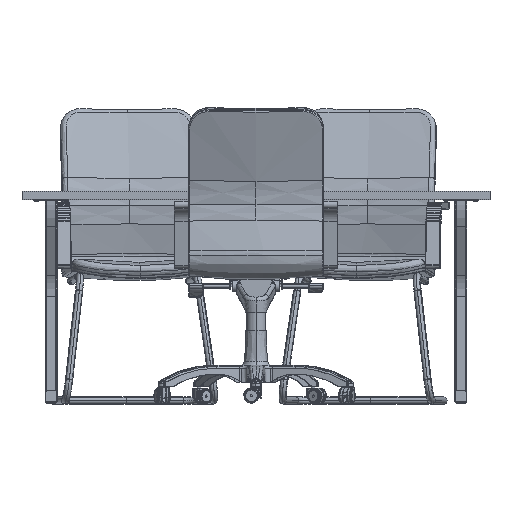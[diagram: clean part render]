
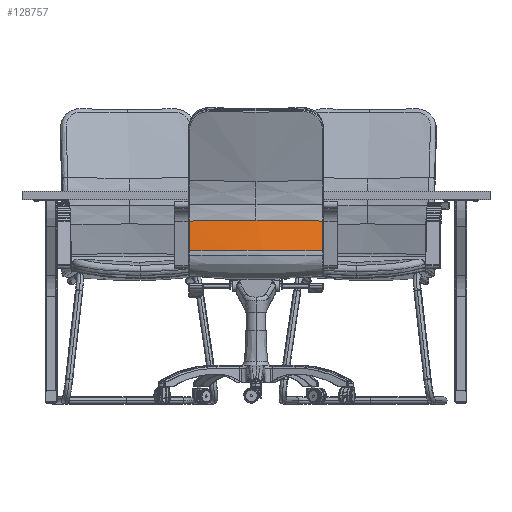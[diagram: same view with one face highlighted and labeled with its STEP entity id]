
A CAD part, top view. The second image highlights one B-rep face of the part: STEP entity #128757.
In plain terms, the highlighted free-form (B-spline) face has degree [2, 1] with [3, 2] control points.
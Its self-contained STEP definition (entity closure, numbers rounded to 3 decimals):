
#128192 = EDGE_CURVE('',#128193,#128195,#128197,.T.);
#128193 = VERTEX_POINT('',#128194);
#128194 = CARTESIAN_POINT('',(0.,-87.223,
    1094.485));
#128195 = VERTEX_POINT('',#128196);
#128196 = CARTESIAN_POINT('',(-272.483,-90.44,
    1079.347));
#128197 = ( BOUNDED_CURVE() B_SPLINE_CURVE(2,(#128198,#128199,#128200),
.UNSPECIFIED.,.F.,.F.) B_SPLINE_CURVE_WITH_KNOTS((3,3),(3.142,
3.255),.PIECEWISE_BEZIER_KNOTS.) CURVE() 
GEOMETRIC_REPRESENTATION_ITEM() RATIONAL_B_SPLINE_CURVE((1.,
0.998,1.)) REPRESENTATION_ITEM('') );
#128198 = CARTESIAN_POINT('',(0.,-87.223,
    1094.485));
#128199 = CARTESIAN_POINT('',(-136.681,-87.223,
    1094.485));
#128200 = CARTESIAN_POINT('',(-272.483,-90.44,
    1079.347));
#128229 = EDGE_CURVE('',#128230,#128193,#128232,.T.);
#128230 = VERTEX_POINT('',#128231);
#128231 = CARTESIAN_POINT('',(272.483,-90.44,
    1079.347));
#128232 = ( BOUNDED_CURVE() B_SPLINE_CURVE(2,(#128233,#128234,#128235),
.UNSPECIFIED.,.F.,.F.) B_SPLINE_CURVE_WITH_KNOTS((3,3),(3.028,
3.142),.PIECEWISE_BEZIER_KNOTS.) CURVE() 
GEOMETRIC_REPRESENTATION_ITEM() RATIONAL_B_SPLINE_CURVE((1.,
0.998,1.)) REPRESENTATION_ITEM('') );
#128233 = CARTESIAN_POINT('',(272.483,-90.44,
    1079.347));
#128234 = CARTESIAN_POINT('',(136.681,-87.223,
    1094.485));
#128235 = CARTESIAN_POINT('',(0.,-87.223,
    1094.485));
#128757 = ADVANCED_FACE('',(#128758),#128782,.T.);
#128758 = FACE_BOUND('',#128759,.T.);
#128759 = EDGE_LOOP('',(#128760,#128770,#128775,#128776,#128777));
#128760 = ORIENTED_EDGE('',*,*,#128761,.F.);
#128761 = EDGE_CURVE('',#128762,#128764,#128766,.T.);
#128762 = VERTEX_POINT('',#128763);
#128763 = CARTESIAN_POINT('',(272.483,-212.902,
    1105.377));
#128764 = VERTEX_POINT('',#128765);
#128765 = CARTESIAN_POINT('',(-272.483,-212.902,
    1105.377));
#128766 = ( BOUNDED_CURVE() B_SPLINE_CURVE(2,(#128767,#128768,#128769),
.UNSPECIFIED.,.F.,.F.) B_SPLINE_CURVE_WITH_KNOTS((3,3),(3.028,
3.255),.PIECEWISE_BEZIER_KNOTS.) CURVE() 
GEOMETRIC_REPRESENTATION_ITEM() RATIONAL_B_SPLINE_CURVE((1.,
0.994,1.)) REPRESENTATION_ITEM('') );
#128767 = CARTESIAN_POINT('',(272.483,-212.902,
    1105.377));
#128768 = CARTESIAN_POINT('',(0.,-206.446,
    1135.751));
#128769 = CARTESIAN_POINT('',(-272.483,-212.902,
    1105.377));
#128770 = ORIENTED_EDGE('',*,*,#128771,.T.);
#128771 = EDGE_CURVE('',#128762,#128230,#128772,.T.);
#128772 = B_SPLINE_CURVE_WITH_KNOTS('',1,(#128773,#128774),
  .UNSPECIFIED.,.F.,.F.,(2,2),(0.,104.048),
  .PIECEWISE_BEZIER_KNOTS.);
#128773 = CARTESIAN_POINT('',(272.483,-212.902,
    1105.377));
#128774 = CARTESIAN_POINT('',(272.483,-90.44,
    1079.347));
#128775 = ORIENTED_EDGE('',*,*,#128229,.T.);
#128776 = ORIENTED_EDGE('',*,*,#128192,.T.);
#128777 = ORIENTED_EDGE('',*,*,#128778,.T.);
#128778 = EDGE_CURVE('',#128195,#128764,#128779,.T.);
#128779 = B_SPLINE_CURVE_WITH_KNOTS('',1,(#128780,#128781),
  .UNSPECIFIED.,.F.,.F.,(2,2),(-104.048,0.),
  .PIECEWISE_BEZIER_KNOTS.);
#128780 = CARTESIAN_POINT('',(-272.483,-90.44,
    1079.347));
#128781 = CARTESIAN_POINT('',(-272.483,-212.902,
    1105.377));
#128782 = ( BOUNDED_SURFACE() B_SPLINE_SURFACE(2,1,(
    (#128783,#128784)
    ,(#128785,#128786)
    ,(#128787,#128788
)),.UNSPECIFIED.,.F.,.F.,.F.) B_SPLINE_SURFACE_WITH_KNOTS((3,3),(2,2),(
    3.028,3.255),(0.,104.048),
.PIECEWISE_BEZIER_KNOTS.) GEOMETRIC_REPRESENTATION_ITEM() 
RATIONAL_B_SPLINE_SURFACE((
    (1.,1.)
    ,(0.994,0.994)
,(1.,1.))) REPRESENTATION_ITEM('') SURFACE() );
#128783 = CARTESIAN_POINT('',(-272.483,-212.902,
    1105.377));
#128784 = CARTESIAN_POINT('',(-272.483,-90.44,
    1079.347));
#128785 = CARTESIAN_POINT('',(0.,-206.446,
    1135.751));
#128786 = CARTESIAN_POINT('',(0.,-83.984,
    1109.721));
#128787 = CARTESIAN_POINT('',(272.483,-212.902,
    1105.377));
#128788 = CARTESIAN_POINT('',(272.483,-90.44,
    1079.347));
